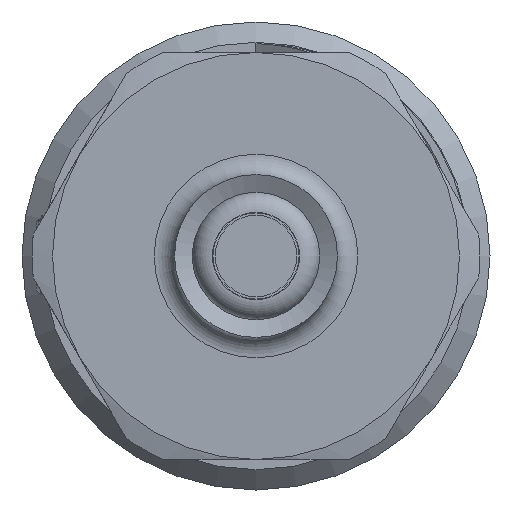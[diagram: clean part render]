
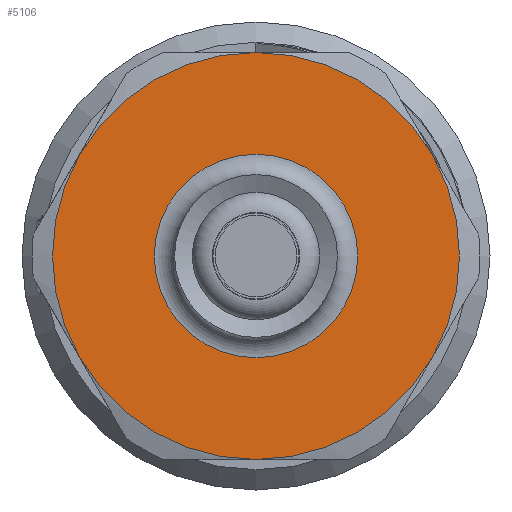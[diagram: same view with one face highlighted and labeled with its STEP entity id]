
A CAD part, left-side view. The second image highlights one B-rep face of the part: STEP entity #5106.
In plain terms, the highlighted planar face has unit normal (-1, 0, 0).
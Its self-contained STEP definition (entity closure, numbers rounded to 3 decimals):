
#265=FACE_BOUND('',#988,.T.);
#354=PLANE('',#5801);
#653=FACE_OUTER_BOUND('',#987,.T.);
#987=EDGE_LOOP('',(#4660,#4661,#4662,#4663,#4664,#4665));
#988=EDGE_LOOP('',(#4666,#4667));
#1295=CIRCLE('',#5708,5.);
#1296=CIRCLE('',#5709,5.);
#1329=CIRCLE('',#5754,10.);
#1348=CIRCLE('',#5786,10.);
#1349=CIRCLE('',#5788,10.);
#1350=CIRCLE('',#5790,10.);
#1351=CIRCLE('',#5792,10.);
#1352=CIRCLE('',#5794,10.);
#2373=VERTEX_POINT('',#17679);
#2374=VERTEX_POINT('',#17681);
#2407=VERTEX_POINT('',#17771);
#2408=VERTEX_POINT('',#17772);
#2439=VERTEX_POINT('',#17889);
#2440=VERTEX_POINT('',#17893);
#2441=VERTEX_POINT('',#17902);
#2442=VERTEX_POINT('',#17919);
#3093=EDGE_CURVE('',#2373,#2374,#1295,.T.);
#3094=EDGE_CURVE('',#2374,#2373,#1296,.T.);
#3138=EDGE_CURVE('',#2407,#2408,#1329,.T.);
#3185=EDGE_CURVE('',#2439,#2440,#1348,.T.);
#3187=EDGE_CURVE('',#2441,#2439,#1349,.T.);
#3190=EDGE_CURVE('',#2408,#2441,#1350,.T.);
#3193=EDGE_CURVE('',#2442,#2407,#1351,.T.);
#3196=EDGE_CURVE('',#2440,#2442,#1352,.T.);
#4660=ORIENTED_EDGE('',*,*,#3196,.T.);
#4661=ORIENTED_EDGE('',*,*,#3193,.T.);
#4662=ORIENTED_EDGE('',*,*,#3138,.T.);
#4663=ORIENTED_EDGE('',*,*,#3190,.T.);
#4664=ORIENTED_EDGE('',*,*,#3187,.T.);
#4665=ORIENTED_EDGE('',*,*,#3185,.T.);
#4666=ORIENTED_EDGE('',*,*,#3094,.F.);
#4667=ORIENTED_EDGE('',*,*,#3093,.F.);
#5106=ADVANCED_FACE('',(#653,#265),#354,.F.);
#5708=AXIS2_PLACEMENT_3D('',#17682,#7109,#7110);
#5709=AXIS2_PLACEMENT_3D('',#17683,#7111,#7112);
#5754=AXIS2_PLACEMENT_3D('',#17773,#7212,#7213);
#5786=AXIS2_PLACEMENT_3D('',#17897,#7288,#7289);
#5788=AXIS2_PLACEMENT_3D('',#17903,#7292,#7293);
#5790=AXIS2_PLACEMENT_3D('',#17911,#7296,#7297);
#5792=AXIS2_PLACEMENT_3D('',#17920,#7300,#7301);
#5794=AXIS2_PLACEMENT_3D('',#17928,#7304,#7305);
#5801=AXIS2_PLACEMENT_3D('',#17938,#7318,#7319);
#7109=DIRECTION('center_axis',(-1.,0.,0.));
#7110=DIRECTION('ref_axis',(0.,-0.5,0.866));
#7111=DIRECTION('center_axis',(-1.,0.,0.));
#7112=DIRECTION('ref_axis',(0.,-0.5,0.866));
#7212=DIRECTION('center_axis',(-1.,0.,0.));
#7213=DIRECTION('ref_axis',(0.,-0.5,0.866));
#7288=DIRECTION('center_axis',(-1.,0.,0.));
#7289=DIRECTION('ref_axis',(0.,-0.5,0.866));
#7292=DIRECTION('center_axis',(-1.,0.,0.));
#7293=DIRECTION('ref_axis',(0.,-0.5,0.866));
#7296=DIRECTION('center_axis',(-1.,0.,0.));
#7297=DIRECTION('ref_axis',(0.,-0.5,0.866));
#7300=DIRECTION('center_axis',(-1.,0.,0.));
#7301=DIRECTION('ref_axis',(0.,-0.5,0.866));
#7304=DIRECTION('center_axis',(-1.,0.,0.));
#7305=DIRECTION('ref_axis',(0.,-0.5,0.866));
#7318=DIRECTION('center_axis',(1.,0.,0.));
#7319=DIRECTION('ref_axis',(0.,0.5,-0.866));
#17679=CARTESIAN_POINT('',(-27.9,2.5,-4.33));
#17681=CARTESIAN_POINT('',(-27.9,-2.5,4.33));
#17682=CARTESIAN_POINT('Origin',(-27.9,0.,
0.));
#17683=CARTESIAN_POINT('Origin',(-27.9,0.,
0.));
#17771=CARTESIAN_POINT('',(-27.9,8.66,-5.));
#17772=CARTESIAN_POINT('',(-27.9,0.,-10.));
#17773=CARTESIAN_POINT('Origin',(-27.9,0.,
0.));
#17889=CARTESIAN_POINT('',(-27.9,-8.66,5.));
#17893=CARTESIAN_POINT('',(-27.9,0.,10.));
#17897=CARTESIAN_POINT('Origin',(-27.9,0.,
0.));
#17902=CARTESIAN_POINT('',(-27.9,-8.66,-5.));
#17903=CARTESIAN_POINT('Origin',(-27.9,0.,
0.));
#17911=CARTESIAN_POINT('Origin',(-27.9,0.,
0.));
#17919=CARTESIAN_POINT('',(-27.9,8.66,5.));
#17920=CARTESIAN_POINT('Origin',(-27.9,0.,
0.));
#17928=CARTESIAN_POINT('Origin',(-27.9,0.,
0.));
#17938=CARTESIAN_POINT('Origin',(-27.9,8.66,5.));
